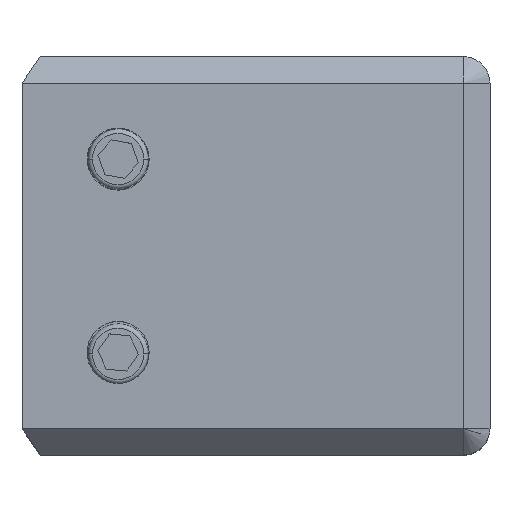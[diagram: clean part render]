
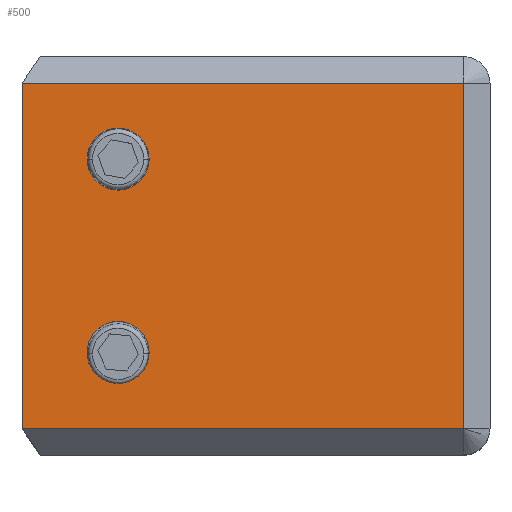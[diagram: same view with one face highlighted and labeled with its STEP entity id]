
A CAD part, top view. The second image highlights one B-rep face of the part: STEP entity #500.
In plain terms, the highlighted planar face has unit normal (0, 0, 1).
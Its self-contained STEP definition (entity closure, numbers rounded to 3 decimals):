
#13 = AXIS2_PLACEMENT_3D ( 'NONE', #229, #3572, #2509 ) ;
#39 = DIRECTION ( 'NONE',  ( 1., 0., 0. ) ) ;
#199 = CARTESIAN_POINT ( 'NONE',  ( -52.854, 19.5, 13.5 ) ) ;
#211 = ORIENTED_EDGE ( 'NONE', *, *, #1306, .F. ) ;
#229 = CARTESIAN_POINT ( 'NONE',  ( 0., 0., 13.5 ) ) ;
#257 = CARTESIAN_POINT ( 'NONE',  ( -52.854, -19.5, 13.5 ) ) ;
#281 = PLANE ( 'NONE',  #13 ) ;
#431 = CARTESIAN_POINT ( 'NONE',  ( -42., -10.919, 13.5 ) ) ;
#467 = CARTESIAN_POINT ( 'NONE',  ( -3., 19.5, 13.5 ) ) ;
#500 = ADVANCED_FACE ( 'NONE', ( #1694, #3092, #2821 ), #281, .T. ) ;
#518 = EDGE_CURVE ( 'NONE', #3599, #706, #3108, .T. ) ;
#544 = DIRECTION ( 'NONE',  ( 0., 0., 1. ) ) ;
#659 = CARTESIAN_POINT ( 'NONE',  ( -3., 19.5, 13.5 ) ) ;
#706 = VERTEX_POINT ( 'NONE', #1265 ) ;
#786 = EDGE_CURVE ( 'NONE', #706, #1988, #1913, .T. ) ;
#789 = DIRECTION ( 'NONE',  ( 0., 1., 0. ) ) ;
#838 = AXIS2_PLACEMENT_3D ( 'NONE', #431, #2688, #2671 ) ;
#846 = ORIENTED_EDGE ( 'NONE', *, *, #1640, .F. ) ;
#856 = EDGE_CURVE ( 'NONE', #3599, #3297, #1595, .T. ) ;
#880 = EDGE_CURVE ( 'NONE', #2111, #1179, #2481, .T. ) ;
#994 = ORIENTED_EDGE ( 'NONE', *, *, #2677, .F. ) ;
#1126 = VECTOR ( 'NONE', #789, 1000. ) ;
#1146 = VERTEX_POINT ( 'NONE', #3336 ) ;
#1179 = VERTEX_POINT ( 'NONE', #2545 ) ;
#1190 = DIRECTION ( 'NONE',  ( 0., 0., 1. ) ) ;
#1197 = VECTOR ( 'NONE', #39, 1000. ) ;
#1220 = LINE ( 'NONE', #2423, #2667 ) ;
#1249 = AXIS2_PLACEMENT_3D ( 'NONE', #2024, #3393, #3171 ) ;
#1265 = CARTESIAN_POINT ( 'NONE',  ( -3., -19.5, 13.5 ) ) ;
#1306 = EDGE_CURVE ( 'NONE', #1146, #2658, #2015, .T. ) ;
#1362 = AXIS2_PLACEMENT_3D ( 'NONE', #3156, #1190, #2235 ) ;
#1363 = CARTESIAN_POINT ( 'NONE',  ( -52.854, -39., 13.5 ) ) ;
#1372 = EDGE_LOOP ( 'NONE', ( #994, #2130 ) ) ;
#1595 = LINE ( 'NONE', #1363, #1126 ) ;
#1613 = VECTOR ( 'NONE', #1892, 1000. ) ;
#1640 = EDGE_CURVE ( 'NONE', #2658, #1146, #3012, .T. ) ;
#1676 = DIRECTION ( 'NONE',  ( 1., 0., 0. ) ) ;
#1682 = EDGE_LOOP ( 'NONE', ( #2359, #2970, #3150, #2860 ) ) ;
#1694 = FACE_BOUND ( 'NONE', #1372, .T. ) ;
#1713 = EDGE_CURVE ( 'NONE', #1988, #3297, #1220, .T. ) ;
#1714 = CARTESIAN_POINT ( 'NONE',  ( -3., -19.5, 13.5 ) ) ;
#1892 = DIRECTION ( 'NONE',  ( 0., 1., 0. ) ) ;
#1913 = LINE ( 'NONE', #467, #1613 ) ;
#1950 = CARTESIAN_POINT ( 'NONE',  ( -42., 10.919, 13.5 ) ) ;
#1988 = VERTEX_POINT ( 'NONE', #659 ) ;
#2015 = CIRCLE ( 'NONE', #838, 3.5 ) ;
#2024 = CARTESIAN_POINT ( 'NONE',  ( -42., -10.919, 13.5 ) ) ;
#2111 = VERTEX_POINT ( 'NONE', #2620 ) ;
#2130 = ORIENTED_EDGE ( 'NONE', *, *, #880, .F. ) ;
#2167 = EDGE_LOOP ( 'NONE', ( #211, #846 ) ) ;
#2235 = DIRECTION ( 'NONE',  ( 1., 0., 0. ) ) ;
#2301 = CIRCLE ( 'NONE', #1362, 3.5 ) ;
#2359 = ORIENTED_EDGE ( 'NONE', *, *, #856, .F. ) ;
#2423 = CARTESIAN_POINT ( 'NONE',  ( -52.854, 19.5, 13.5 ) ) ;
#2481 = CIRCLE ( 'NONE', #3476, 3.5 ) ;
#2509 = DIRECTION ( 'NONE',  ( 1., 0., 0. ) ) ;
#2545 = CARTESIAN_POINT ( 'NONE',  ( -38.5, 10.919, 13.5 ) ) ;
#2620 = CARTESIAN_POINT ( 'NONE',  ( -45.5, 10.919, 13.5 ) ) ;
#2658 = VERTEX_POINT ( 'NONE', #3193 ) ;
#2667 = VECTOR ( 'NONE', #2684, 1000. ) ;
#2671 = DIRECTION ( 'NONE',  ( 1., 0., 0. ) ) ;
#2677 = EDGE_CURVE ( 'NONE', #1179, #2111, #2301, .T. ) ;
#2684 = DIRECTION ( 'NONE',  ( -1., 0., 0. ) ) ;
#2688 = DIRECTION ( 'NONE',  ( 0., 0., 1. ) ) ;
#2821 = FACE_OUTER_BOUND ( 'NONE', #1682, .T. ) ;
#2860 = ORIENTED_EDGE ( 'NONE', *, *, #1713, .T. ) ;
#2970 = ORIENTED_EDGE ( 'NONE', *, *, #518, .T. ) ;
#3012 = CIRCLE ( 'NONE', #1249, 3.5 ) ;
#3092 = FACE_BOUND ( 'NONE', #2167, .T. ) ;
#3108 = LINE ( 'NONE', #1714, #1197 ) ;
#3150 = ORIENTED_EDGE ( 'NONE', *, *, #786, .T. ) ;
#3156 = CARTESIAN_POINT ( 'NONE',  ( -42., 10.919, 13.5 ) ) ;
#3171 = DIRECTION ( 'NONE',  ( 1., 0., 0. ) ) ;
#3193 = CARTESIAN_POINT ( 'NONE',  ( -45.5, -10.919, 13.5 ) ) ;
#3297 = VERTEX_POINT ( 'NONE', #199 ) ;
#3336 = CARTESIAN_POINT ( 'NONE',  ( -38.5, -10.919, 13.5 ) ) ;
#3393 = DIRECTION ( 'NONE',  ( 0., 0., 1. ) ) ;
#3476 = AXIS2_PLACEMENT_3D ( 'NONE', #1950, #544, #1676 ) ;
#3572 = DIRECTION ( 'NONE',  ( 0., 0., 1. ) ) ;
#3599 = VERTEX_POINT ( 'NONE', #257 ) ;
